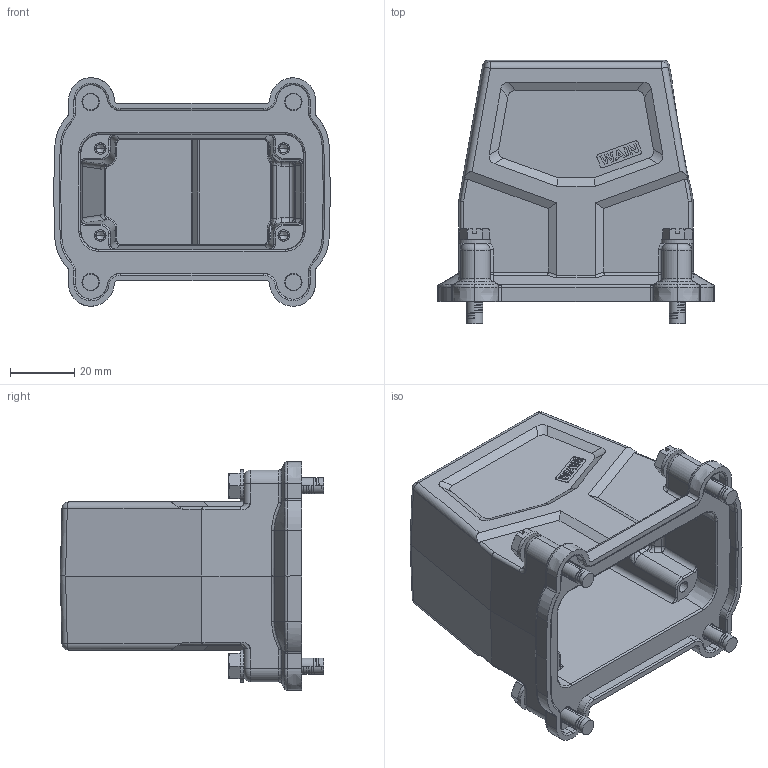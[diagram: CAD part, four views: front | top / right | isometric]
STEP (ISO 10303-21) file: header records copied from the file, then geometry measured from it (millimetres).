
FILE_DESCRIPTION((''),'2;1');
FILE_NAME('EMC_W10B-SEH_TEH-4S-M32_ASM_14_','2021-06-30T',('lj.zou'),(''),'PRO/ENGINEER BY PARAMETRIC TECHNOLOGY CORPORATION, 2012480','PRO/ENGINEER BY PARAMETRIC TECHNOLOGY CORPORATION, 2012480','');
FILE_SCHEMA(('CONFIG_CONTROL_DESIGN'));
Products named in the file (1): EMC_W10B-SEH_TEH-4S-M32_ASM_14_
Bounding box: 86.01 x 81.9 x 71 mm (x, y, z)
Volume: 90597.7 mm3; surface area: 42361.7 mm2
Topology: 1 solids, 9 shells, 863 faces, 2659 edges, 1813 vertices
Faces by surface type: plane 267, cylinder 247, bspline 153, cone 118, torus 48, sphere 22, extrusion 8
Entity records: 46030 total; most frequent: CARTESIAN_POINT 24225, ORIENTED_EDGE 5282, DIRECTION 3519, EDGE_CURVE 2641, VERTEX_POINT 1813, VECTOR 1275, LINE 1267, AXIS2_PLACEMENT_3D 1122
